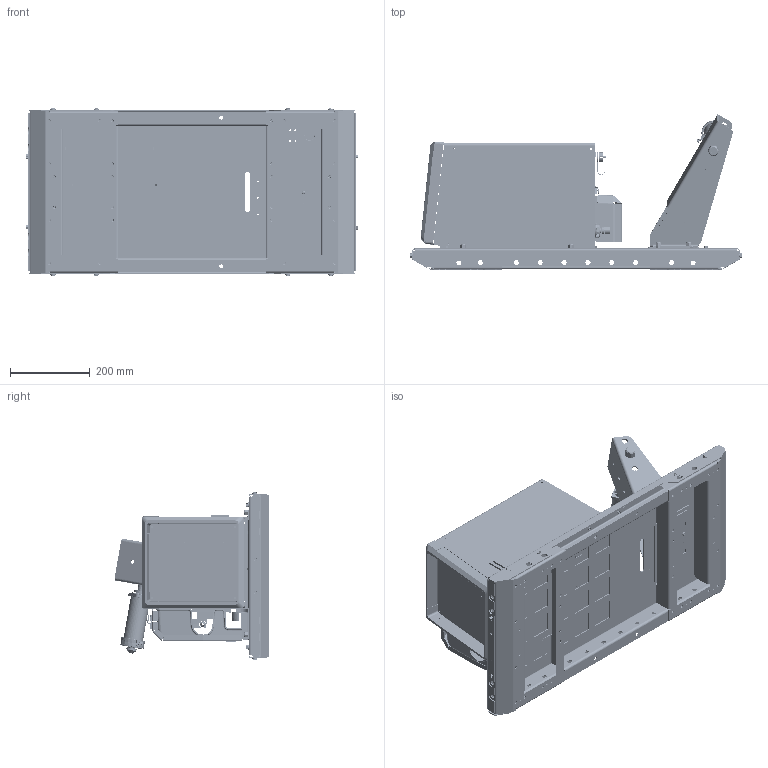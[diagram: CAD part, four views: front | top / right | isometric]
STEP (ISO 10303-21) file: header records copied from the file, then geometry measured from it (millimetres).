
FILE_DESCRIPTION (( 'STEP AP214' ), '1' );
FILE_NAME ('301619.STEP', '2023-12-18T14:48:33', ( '' ), ( '' ), 'SwSTEP 2.0', 'SolidWorks 2022', '' );
FILE_SCHEMA (( 'AUTOMOTIVE_DESIGN' ));
Length unit declared in the file: inch
Products named in the file (1): 301619
Bounding box: 831.85 x 388.12 x 422.78 mm (x, y, z)
Surface area: 2969629.7 mm2 (no closed solid volume)
Topology: 0 solids, 332 shells, 1813 faces, 14202 edges, 12534 vertices
Faces by surface type: plane 948, cylinder 595, torus 126, cone 70, bspline 65, sphere 9
Entity records: 186838 total; most frequent: CARTESIAN_POINT 62759, DIRECTION 19187, ORIENTED_EDGE 17001, EDGE_CURVE 14198, VERTEX_POINT 12533, VECTOR 7705, LINE 7705, AXIS2_PLACEMENT_3D 5741
